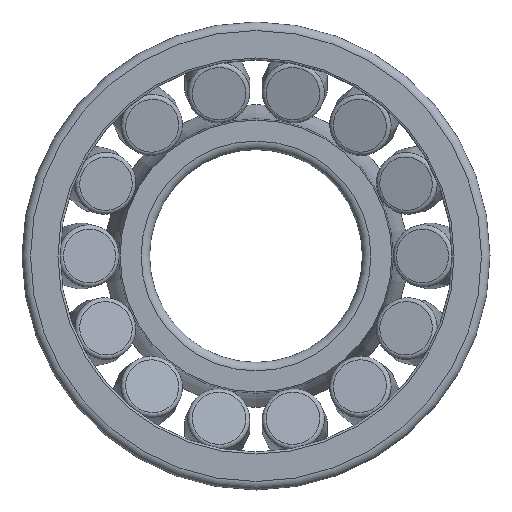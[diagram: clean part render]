
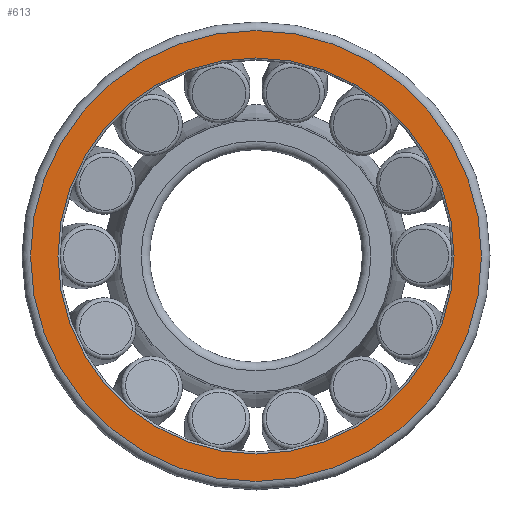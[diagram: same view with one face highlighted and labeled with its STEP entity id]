
A CAD part, left-side view. The second image highlights one B-rep face of the part: STEP entity #613.
In plain terms, the highlighted planar face has unit normal (-1, 0, 0).
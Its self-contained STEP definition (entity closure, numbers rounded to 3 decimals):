
#613 = ADVANCED_FACE( '', ( #698, #699 ), #700, .T. );
#698 = FACE_BOUND( '', #914, .T. );
#699 = FACE_OUTER_BOUND( '', #915, .T. );
#700 = PLANE( '', #916 );
#914 = EDGE_LOOP( '', ( #1135 ) );
#915 = EDGE_LOOP( '', ( #1136 ) );
#916 = AXIS2_PLACEMENT_3D( '', #1137, #1138, #1139 );
#1135 = ORIENTED_EDGE( '', *, *, #1253, .T. );
#1136 = ORIENTED_EDGE( '', *, *, #1245, .F. );
#1137 = CARTESIAN_POINT( '', ( 0., 53., 0. ) );
#1138 = DIRECTION( '', ( -1., 0., 0. ) );
#1139 = DIRECTION( '', ( 0., 0., 1. ) );
#1245 = EDGE_CURVE( '', #1313, #1313, #1314, .T. );
#1253 = EDGE_CURVE( '', #1326, #1326, #1327, .T. );
#1313 = VERTEX_POINT( '', #1644 );
#1314 = CIRCLE( '', #1645, 53. );
#1326 = VERTEX_POINT( '', #1682 );
#1327 = CIRCLE( '', #1683, 46.553 );
#1644 = CARTESIAN_POINT( '', ( 0., 0., -53. ) );
#1645 = AXIS2_PLACEMENT_3D( '', #1780, #1781, #1782 );
#1682 = CARTESIAN_POINT( '', ( 0., 0., -46.553 ) );
#1683 = AXIS2_PLACEMENT_3D( '', #1801, #1802, #1803 );
#1780 = CARTESIAN_POINT( '', ( 0., 0., 0. ) );
#1781 = DIRECTION( '', ( 1., 0., 0. ) );
#1782 = DIRECTION( '', ( 0., 0., -1. ) );
#1801 = CARTESIAN_POINT( '', ( 0., 0., 0. ) );
#1802 = DIRECTION( '', ( 1., 0., 0. ) );
#1803 = DIRECTION( '', ( 0., 0., -1. ) );
